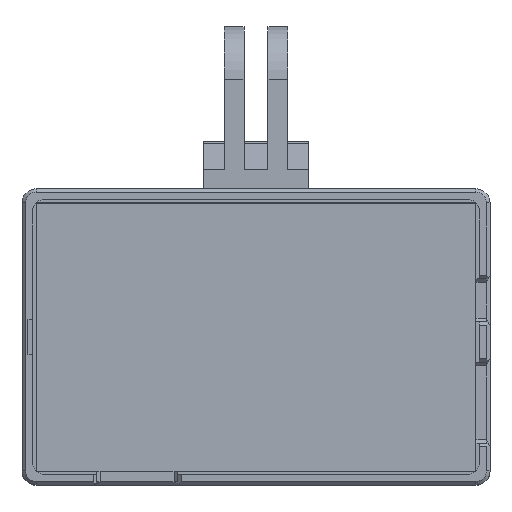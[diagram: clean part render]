
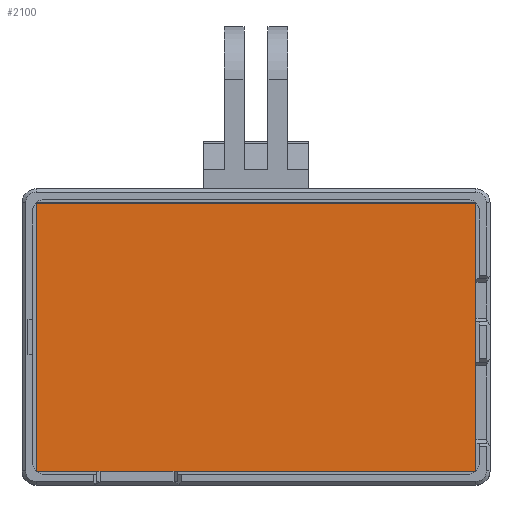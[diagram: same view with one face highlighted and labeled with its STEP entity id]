
A CAD part, top view. The second image highlights one B-rep face of the part: STEP entity #2100.
In plain terms, the highlighted planar face has unit normal (0, 0, 1).
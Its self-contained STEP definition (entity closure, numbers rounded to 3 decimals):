
#196=FACE_OUTER_BOUND('',#314,.T.);
#314=EDGE_LOOP('',(#1897,#1898,#1899,#1900));
#556=LINE('',#3382,#812);
#567=LINE('',#3404,#823);
#568=LINE('',#3407,#824);
#570=LINE('',#3410,#826);
#812=VECTOR('',#2780,10.);
#823=VECTOR('',#2807,10.);
#824=VECTOR('',#2810,10.);
#826=VECTOR('',#2814,10.);
#1007=VERTEX_POINT('',#3379);
#1008=VERTEX_POINT('',#3381);
#1011=VERTEX_POINT('',#3402);
#1012=VERTEX_POINT('',#3406);
#1294=EDGE_CURVE('',#1007,#1008,#556,.T.);
#1305=EDGE_CURVE('',#1011,#1007,#567,.T.);
#1306=EDGE_CURVE('',#1008,#1012,#568,.T.);
#1308=EDGE_CURVE('',#1012,#1011,#570,.T.);
#1897=ORIENTED_EDGE('',*,*,#1308,.F.);
#1898=ORIENTED_EDGE('',*,*,#1306,.F.);
#1899=ORIENTED_EDGE('',*,*,#1294,.F.);
#1900=ORIENTED_EDGE('',*,*,#1305,.F.);
#1988=PLANE('',#2254);
#2100=ADVANCED_FACE('',(#196),#1988,.F.);
#2254=AXIS2_PLACEMENT_3D('',#3411,#2815,#2816);
#2780=DIRECTION('',(-1.,0.,0.));
#2807=DIRECTION('',(0.,-1.,0.));
#2810=DIRECTION('',(0.,1.,0.));
#2814=DIRECTION('',(1.,0.,0.));
#2815=DIRECTION('center_axis',(0.,0.,-1.));
#2816=DIRECTION('ref_axis',(-1.,0.,0.));
#3379=CARTESIAN_POINT('',(237.65,86.95,1.6));
#3381=CARTESIAN_POINT('',(175.15,86.95,1.6));
#3382=CARTESIAN_POINT('',(237.65,86.95,1.6));
#3402=CARTESIAN_POINT('',(237.65,125.05,1.6));
#3404=CARTESIAN_POINT('',(237.65,125.05,1.6));
#3406=CARTESIAN_POINT('',(175.15,125.05,1.6));
#3407=CARTESIAN_POINT('',(175.15,86.95,1.6));
#3410=CARTESIAN_POINT('',(175.15,125.05,1.6));
#3411=CARTESIAN_POINT('Origin',(206.4,106.,1.6));
